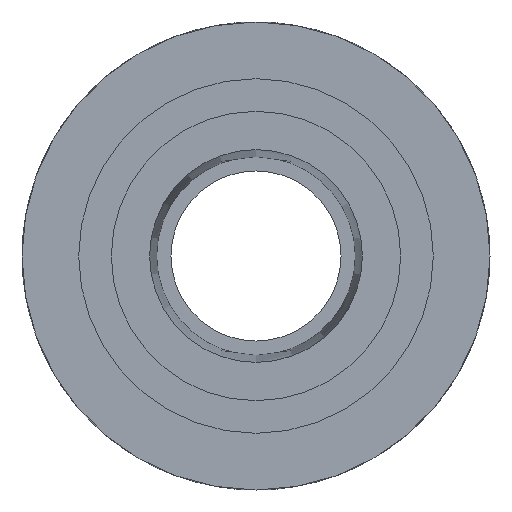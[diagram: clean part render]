
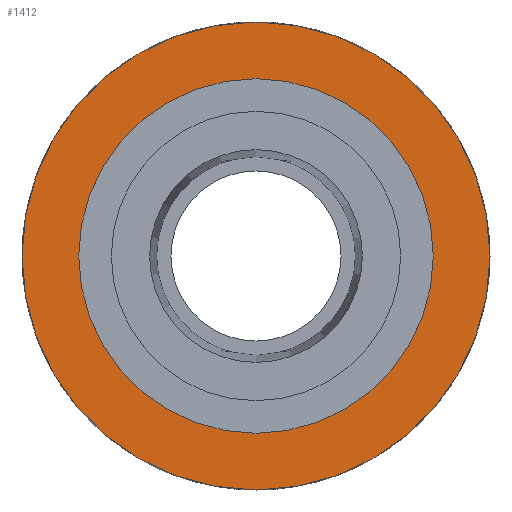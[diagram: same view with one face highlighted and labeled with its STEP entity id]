
A CAD part, front view. The second image highlights one B-rep face of the part: STEP entity #1412.
In plain terms, the highlighted planar face has unit normal (0, -1, 0).
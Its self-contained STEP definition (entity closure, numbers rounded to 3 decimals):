
#212 = AXIS2_PLACEMENT_3D ( 'NONE', #1749, #1183, #3895 ) ;
#301 = ORIENTED_EDGE ( 'NONE', *, *, #415, .F. ) ;
#389 = EDGE_CURVE ( 'NONE', #3445, #1742, #636, .T. ) ;
#415 = EDGE_CURVE ( 'NONE', #3294, #1477, #3799, .T. ) ;
#636 = CIRCLE ( 'NONE', #994, 8.25 ) ;
#657 = AXIS2_PLACEMENT_3D ( 'NONE', #3845, #3297, #3254 ) ;
#871 = DIRECTION ( 'NONE',  ( 0., -1., 0. ) ) ;
#994 = AXIS2_PLACEMENT_3D ( 'NONE', #2692, #1506, #3905 ) ;
#1013 = EDGE_LOOP ( 'NONE', ( #1911, #2061 ) ) ;
#1183 = DIRECTION ( 'NONE',  ( 0., -1., 0. ) ) ;
#1187 = FACE_OUTER_BOUND ( 'NONE', #1013, .T. ) ;
#1217 = CIRCLE ( 'NONE', #212, 6.25 ) ;
#1306 = CIRCLE ( 'NONE', #657, 8.25 ) ;
#1412 = ADVANCED_FACE ( 'NONE', ( #3564, #1187 ), #3659, .T. ) ;
#1477 = VERTEX_POINT ( 'NONE', #2408 ) ;
#1506 = DIRECTION ( 'NONE',  ( 0., -1., 0. ) ) ;
#1637 = AXIS2_PLACEMENT_3D ( 'NONE', #1833, #3001, #3023 ) ;
#1742 = VERTEX_POINT ( 'NONE', #2818 ) ;
#1749 = CARTESIAN_POINT ( 'NONE',  ( 0., 8., 0. ) ) ;
#1833 = CARTESIAN_POINT ( 'NONE',  ( 5.64, 8., 0. ) ) ;
#1911 = ORIENTED_EDGE ( 'NONE', *, *, #389, .T. ) ;
#2061 = ORIENTED_EDGE ( 'NONE', *, *, #2808, .T. ) ;
#2110 = CARTESIAN_POINT ( 'NONE',  ( 0., 8., 6.25 ) ) ;
#2128 = CARTESIAN_POINT ( 'NONE',  ( 0., 8., 0. ) ) ;
#2401 = ORIENTED_EDGE ( 'NONE', *, *, #3587, .F. ) ;
#2408 = CARTESIAN_POINT ( 'NONE',  ( 0., 8., -6.25 ) ) ;
#2692 = CARTESIAN_POINT ( 'NONE',  ( 0., 8., 0. ) ) ;
#2808 = EDGE_CURVE ( 'NONE', #1742, #3445, #1306, .T. ) ;
#2818 = CARTESIAN_POINT ( 'NONE',  ( 0., 8., 8.25 ) ) ;
#3001 = DIRECTION ( 'NONE',  ( 0., -1., 0. ) ) ;
#3023 = DIRECTION ( 'NONE',  ( 0., 0., -1. ) ) ;
#3075 = CARTESIAN_POINT ( 'NONE',  ( 0., 8., -8.25 ) ) ;
#3094 = AXIS2_PLACEMENT_3D ( 'NONE', #2128, #871, #3637 ) ;
#3254 = DIRECTION ( 'NONE',  ( 0., 0., -1. ) ) ;
#3294 = VERTEX_POINT ( 'NONE', #2110 ) ;
#3297 = DIRECTION ( 'NONE',  ( 0., -1., 0. ) ) ;
#3445 = VERTEX_POINT ( 'NONE', #3075 ) ;
#3564 = FACE_BOUND ( 'NONE', #3618, .T. ) ;
#3587 = EDGE_CURVE ( 'NONE', #1477, #3294, #1217, .T. ) ;
#3618 = EDGE_LOOP ( 'NONE', ( #2401, #301 ) ) ;
#3637 = DIRECTION ( 'NONE',  ( 0., 0., -1. ) ) ;
#3659 = PLANE ( 'NONE',  #1637 ) ;
#3799 = CIRCLE ( 'NONE', #3094, 6.25 ) ;
#3845 = CARTESIAN_POINT ( 'NONE',  ( 0., 8., 0. ) ) ;
#3895 = DIRECTION ( 'NONE',  ( 0., 0., -1. ) ) ;
#3905 = DIRECTION ( 'NONE',  ( 0., 0., -1. ) ) ;
